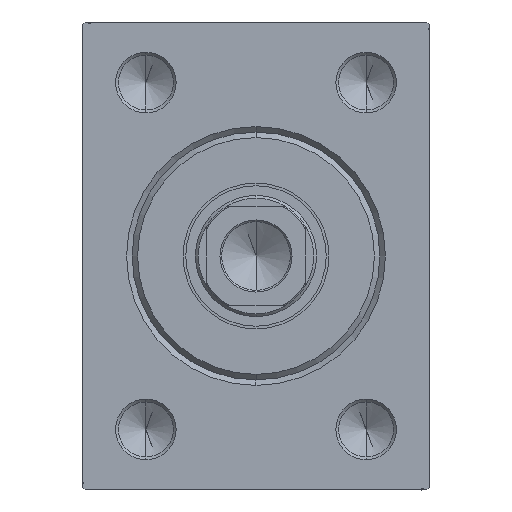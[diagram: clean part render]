
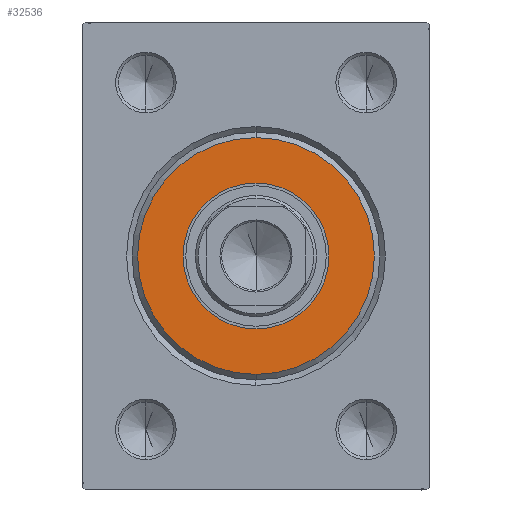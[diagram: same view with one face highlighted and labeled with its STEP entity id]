
A CAD part, left-side view. The second image highlights one B-rep face of the part: STEP entity #32536.
In plain terms, the highlighted face is planar.
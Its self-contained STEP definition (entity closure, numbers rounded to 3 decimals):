
#879 = AXIS2_PLACEMENT_3D ( 'NONE', #31960, #41642, #4269 ) ;
#1426 = EDGE_CURVE ( 'NONE', #14620, #30507, #15207, .T. ) ;
#1814 = DIRECTION ( 'NONE',  ( 1., 0., 0. ) ) ;
#3180 = EDGE_LOOP ( 'NONE', ( #35160, #8109 ) ) ;
#4269 = DIRECTION ( 'NONE',  ( 0., 0., -1. ) ) ;
#4671 = FACE_OUTER_BOUND ( 'NONE', #9958, .T. ) ;
#5386 = VERTEX_POINT ( 'NONE', #29402 ) ;
#7594 = CARTESIAN_POINT ( 'NONE',  ( 3., 0., -13.25 ) ) ;
#7604 = DIRECTION ( 'NONE',  ( 0., 0., -1. ) ) ;
#7660 = EDGE_CURVE ( 'NONE', #31672, #5386, #12368, .T. ) ;
#8109 = ORIENTED_EDGE ( 'NONE', *, *, #1426, .F. ) ;
#9958 = EDGE_LOOP ( 'NONE', ( #10062, #26831 ) ) ;
#10062 = ORIENTED_EDGE ( 'NONE', *, *, #38822, .T. ) ;
#11859 = PLANE ( 'NONE',  #31560 ) ;
#12368 = CIRCLE ( 'NONE', #879, 21.5 ) ;
#13650 = CIRCLE ( 'NONE', #27332, 13.25 ) ;
#14620 = VERTEX_POINT ( 'NONE', #16892 ) ;
#15207 = CIRCLE ( 'NONE', #33922, 13.25 ) ;
#16892 = CARTESIAN_POINT ( 'NONE',  ( 3., 0., 13.25 ) ) ;
#18417 = CARTESIAN_POINT ( 'NONE',  ( 3., 0., 0. ) ) ;
#19078 = DIRECTION ( 'NONE',  ( 1., 0., 0. ) ) ;
#20936 = AXIS2_PLACEMENT_3D ( 'NONE', #36027, #1814, #35371 ) ;
#21365 = DIRECTION ( 'NONE',  ( 1., 0., 0. ) ) ;
#22033 = CARTESIAN_POINT ( 'NONE',  ( 3., 0., 0. ) ) ;
#26831 = ORIENTED_EDGE ( 'NONE', *, *, #7660, .T. ) ;
#27332 = AXIS2_PLACEMENT_3D ( 'NONE', #22033, #21365, #7604 ) ;
#29402 = CARTESIAN_POINT ( 'NONE',  ( 3., 0., 21.5 ) ) ;
#29416 = DIRECTION ( 'NONE',  ( 0., 0., -1. ) ) ;
#30507 = VERTEX_POINT ( 'NONE', #7594 ) ;
#31436 = CARTESIAN_POINT ( 'NONE',  ( 3., 0., 0. ) ) ;
#31560 = AXIS2_PLACEMENT_3D ( 'NONE', #18417, #19078, #29416 ) ;
#31672 = VERTEX_POINT ( 'NONE', #36601 ) ;
#31960 = CARTESIAN_POINT ( 'NONE',  ( 3., 0., 0. ) ) ;
#32536 = ADVANCED_FACE ( 'NONE', ( #4671, #36394 ), #11859, .T. ) ;
#33922 = AXIS2_PLACEMENT_3D ( 'NONE', #31436, #35245, #42421 ) ;
#34111 = EDGE_CURVE ( 'NONE', #30507, #14620, #13650, .T. ) ;
#35160 = ORIENTED_EDGE ( 'NONE', *, *, #34111, .F. ) ;
#35245 = DIRECTION ( 'NONE',  ( 1., 0., 0. ) ) ;
#35371 = DIRECTION ( 'NONE',  ( 0., 0., -1. ) ) ;
#36027 = CARTESIAN_POINT ( 'NONE',  ( 3., 0., 0. ) ) ;
#36394 = FACE_BOUND ( 'NONE', #3180, .T. ) ;
#36601 = CARTESIAN_POINT ( 'NONE',  ( 3., 0., -21.5 ) ) ;
#38822 = EDGE_CURVE ( 'NONE', #5386, #31672, #39604, .T. ) ;
#39604 = CIRCLE ( 'NONE', #20936, 21.5 ) ;
#41642 = DIRECTION ( 'NONE',  ( 1., 0., 0. ) ) ;
#42421 = DIRECTION ( 'NONE',  ( 0., 0., -1. ) ) ;
